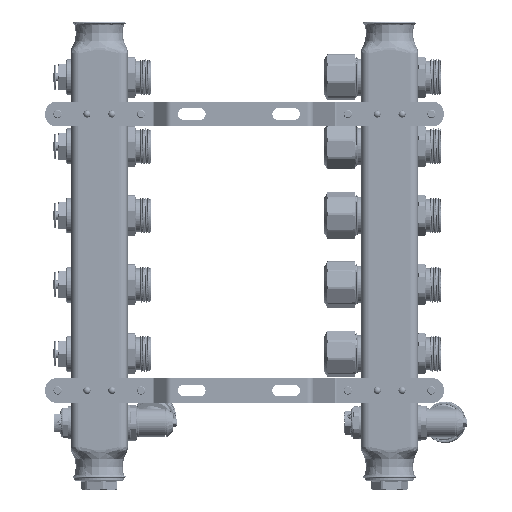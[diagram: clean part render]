
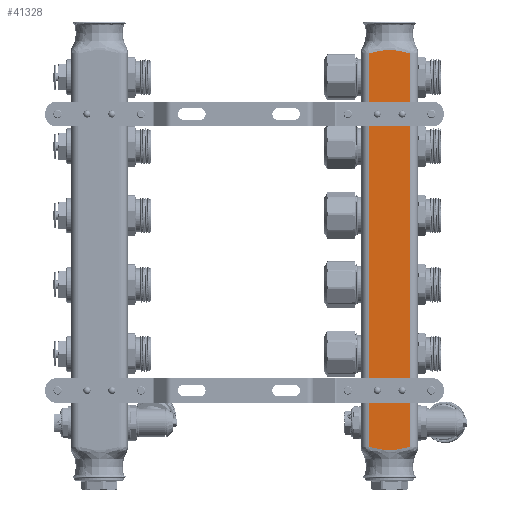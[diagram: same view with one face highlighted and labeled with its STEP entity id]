
A CAD part, front view. The second image highlights one B-rep face of the part: STEP entity #41328.
In plain terms, the highlighted face is planar.
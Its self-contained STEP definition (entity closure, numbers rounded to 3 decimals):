
#168 = B_SPLINE_CURVE_WITH_KNOTS ( 'NONE', 3,
 ( #52715, #59531, #82441, #53605, #46782, #69090, #40534, #54201, #39930, #32488, #82737, #75597, #32782, #3866, #90172, #18421, #89270, #68777, #47676, #40232, #19060, #61918, #47383, #68156, #4479, #83349, #11585, #10976, #89567, #61023 ),
 .UNSPECIFIED., .F., .F.,
 ( 4, 2, 2, 2, 2, 2, 2, 2, 2, 2, 2, 2, 2, 2, 4 ),
 ( 0., 0.002, 0.003, 0.004, 0.007, 0.009, 0.011, 0.015, 0.018, 0.02, 0.022, 0.026, 0.027, 0.028, 0.029 ),
 .UNSPECIFIED. ) ;
#1493 = CARTESIAN_POINT ( 'NONE',  ( 19.5, 2.461, -308.655 ) ) ;
#1530 = EDGE_CURVE ( 'NONE', #69786, #57723, #86053, .T. ) ;
#1695 = CARTESIAN_POINT ( 'NONE',  ( 19.5, 14.5, -306.426 ) ) ;
#1788 = CARTESIAN_POINT ( 'NONE',  ( 19.5, 8.511, -307.742 ) ) ;
#1866 = CARTESIAN_POINT ( 'NONE',  ( 19.5, -14.5, -164. ) ) ;
#3866 = CARTESIAN_POINT ( 'NONE',  ( 19.5, 2.461, -19.345 ) ) ;
#4479 = CARTESIAN_POINT ( 'NONE',  ( 19.5, -11.516, -20.848 ) ) ;
#7012 = VECTOR ( 'NONE', #21102, 1000. ) ;
#7523 = EDGE_LOOP ( 'NONE', ( #66004, #78882, #29725, #22740 ) ) ;
#8618 = CARTESIAN_POINT ( 'NONE',  ( 19.5, 4.893, -308.39 ) ) ;
#9497 = VERTEX_POINT ( 'NONE', #39422 ) ;
#9542 = CARTESIAN_POINT ( 'NONE',  ( 19.5, -1.22, -308.713 ) ) ;
#9728 = B_SPLINE_CURVE_WITH_KNOTS ( 'NONE', 3,
 ( #58978, #51866, #16378, #44091, #66089, #23836, #15759, #87840, #1788, #73859, #80698, #8618, #31352, #1493, #51257, #9542, #58362, #59291, #30421, #16683, #24139, #58666, #38187, #66397, #72623, #73253, #52174, #45331, #59585, #45025 ),
 .UNSPECIFIED., .F., .F.,
 ( 4, 2, 2, 2, 2, 2, 2, 2, 2, 2, 2, 2, 2, 2, 4 ),
 ( 0., 0.002, 0.003, 0.004, 0.007, 0.009, 0.011, 0.015, 0.018, 0.02, 0.022, 0.026, 0.027, 0.028, 0.029 ),
 .UNSPECIFIED. ) ;
#10976 = CARTESIAN_POINT ( 'NONE',  ( 19.5, -13.313, -21.252 ) ) ;
#11585 = CARTESIAN_POINT ( 'NONE',  ( 19.5, -12.419, -21.028 ) ) ;
#14250 = CARTESIAN_POINT ( 'NONE',  ( 19.5, 14.5, -164. ) ) ;
#15042 = CARTESIAN_POINT ( 'NONE',  ( 19.5, -14.5, -306.426 ) ) ;
#15759 = CARTESIAN_POINT ( 'NONE',  ( 19.5, 11.219, -307.207 ) ) ;
#16378 = CARTESIAN_POINT ( 'NONE',  ( 19.5, 13.315, -306.748 ) ) ;
#16683 = CARTESIAN_POINT ( 'NONE',  ( 19.5, -6.093, -308.204 ) ) ;
#17890 = DIRECTION ( 'NONE',  ( 0., -1., 0. ) ) ;
#18178 = VECTOR ( 'NONE', #45093, 1000. ) ;
#18421 = CARTESIAN_POINT ( 'NONE',  ( 19.5, -1.22, -19.287 ) ) ;
#19060 = CARTESIAN_POINT ( 'NONE',  ( 19.5, -6.697, -19.907 ) ) ;
#21102 = DIRECTION ( 'NONE',  ( 0., 0., 1. ) ) ;
#22740 = ORIENTED_EDGE ( 'NONE', *, *, #82314, .F. ) ;
#23836 = CARTESIAN_POINT ( 'NONE',  ( 19.5, 11.521, -307.151 ) ) ;
#24139 = CARTESIAN_POINT ( 'NONE',  ( 19.5, -6.697, -308.093 ) ) ;
#25931 = LINE ( 'NONE', #14250, #7012 ) ;
#29725 = ORIENTED_EDGE ( 'NONE', *, *, #1530, .F. ) ;
#30421 = CARTESIAN_POINT ( 'NONE',  ( 19.5, -4.878, -308.392 ) ) ;
#31352 = CARTESIAN_POINT ( 'NONE',  ( 19.5, 4.287, -308.469 ) ) ;
#31951 = PLANE ( 'NONE',  #58774 ) ;
#32488 = CARTESIAN_POINT ( 'NONE',  ( 19.5, 6.705, -19.908 ) ) ;
#32782 = CARTESIAN_POINT ( 'NONE',  ( 19.5, 4.287, -19.531 ) ) ;
#38187 = CARTESIAN_POINT ( 'NONE',  ( 19.5, -9.706, -307.492 ) ) ;
#39422 = CARTESIAN_POINT ( 'NONE',  ( 19.5, 14.5, -21.574 ) ) ;
#39930 = CARTESIAN_POINT ( 'NONE',  ( 19.5, 8.511, -20.258 ) ) ;
#40232 = CARTESIAN_POINT ( 'NONE',  ( 19.5, -6.093, -19.796 ) ) ;
#40534 = CARTESIAN_POINT ( 'NONE',  ( 19.5, 11.219, -20.793 ) ) ;
#41106 = EDGE_CURVE ( 'NONE', #56468, #9497, #25931, .T. ) ;
#41328 = ADVANCED_FACE ( 'NONE', ( #75802 ), #31951, .F. ) ;
#44091 = CARTESIAN_POINT ( 'NONE',  ( 19.5, 12.423, -306.971 ) ) ;
#45025 = CARTESIAN_POINT ( 'NONE',  ( 19.5, -14.5, -306.426 ) ) ;
#45093 = DIRECTION ( 'NONE',  ( 0., 0., 1. ) ) ;
#45331 = CARTESIAN_POINT ( 'NONE',  ( 19.5, -13.313, -306.748 ) ) ;
#46782 = CARTESIAN_POINT ( 'NONE',  ( 19.5, 12.124, -20.957 ) ) ;
#47383 = CARTESIAN_POINT ( 'NONE',  ( 19.5, -9.706, -20.508 ) ) ;
#47676 = CARTESIAN_POINT ( 'NONE',  ( 19.5, -4.878, -19.608 ) ) ;
#51257 = CARTESIAN_POINT ( 'NONE',  ( 19.5, 1.232, -308.712 ) ) ;
#51866 = CARTESIAN_POINT ( 'NONE',  ( 19.5, 13.908, -306.588 ) ) ;
#52174 = CARTESIAN_POINT ( 'NONE',  ( 19.5, -12.419, -306.972 ) ) ;
#52715 = CARTESIAN_POINT ( 'NONE',  ( 19.5, 14.5, -21.574 ) ) ;
#53605 = CARTESIAN_POINT ( 'NONE',  ( 19.5, 12.423, -21.029 ) ) ;
#54201 = CARTESIAN_POINT ( 'NONE',  ( 19.5, 9.712, -20.509 ) ) ;
#54604 = EDGE_CURVE ( 'NONE', #9497, #57723, #168, .T. ) ;
#56468 = VERTEX_POINT ( 'NONE', #1695 ) ;
#57723 = VERTEX_POINT ( 'NONE', #85985 ) ;
#58362 = CARTESIAN_POINT ( 'NONE',  ( 19.5, -2.442, -308.656 ) ) ;
#58666 = CARTESIAN_POINT ( 'NONE',  ( 19.5, -8.505, -307.744 ) ) ;
#58774 = AXIS2_PLACEMENT_3D ( 'NONE', #73866, #67010, #17890 ) ;
#58978 = CARTESIAN_POINT ( 'NONE',  ( 19.5, 14.5, -306.426 ) ) ;
#59291 = CARTESIAN_POINT ( 'NONE',  ( 19.5, -4.27, -308.471 ) ) ;
#59531 = CARTESIAN_POINT ( 'NONE',  ( 19.5, 13.908, -21.412 ) ) ;
#59585 = CARTESIAN_POINT ( 'NONE',  ( 19.5, -13.907, -306.589 ) ) ;
#61023 = CARTESIAN_POINT ( 'NONE',  ( 19.5, -14.5, -21.574 ) ) ;
#61918 = CARTESIAN_POINT ( 'NONE',  ( 19.5, -8.505, -20.256 ) ) ;
#66004 = ORIENTED_EDGE ( 'NONE', *, *, #41106, .T. ) ;
#66089 = CARTESIAN_POINT ( 'NONE',  ( 19.5, 12.124, -307.043 ) ) ;
#66397 = CARTESIAN_POINT ( 'NONE',  ( 19.5, -11.215, -307.208 ) ) ;
#67010 = DIRECTION ( 'NONE',  ( -1., 0., 0. ) ) ;
#68156 = CARTESIAN_POINT ( 'NONE',  ( 19.5, -11.215, -20.792 ) ) ;
#68777 = CARTESIAN_POINT ( 'NONE',  ( 19.5, -4.27, -19.529 ) ) ;
#69090 = CARTESIAN_POINT ( 'NONE',  ( 19.5, 11.521, -20.849 ) ) ;
#69786 = VERTEX_POINT ( 'NONE', #15042 ) ;
#72623 = CARTESIAN_POINT ( 'NONE',  ( 19.5, -11.516, -307.152 ) ) ;
#73253 = CARTESIAN_POINT ( 'NONE',  ( 19.5, -12.121, -307.043 ) ) ;
#73859 = CARTESIAN_POINT ( 'NONE',  ( 19.5, 6.705, -308.092 ) ) ;
#73866 = CARTESIAN_POINT ( 'NONE',  ( 19.5, 14.5, -164. ) ) ;
#75597 = CARTESIAN_POINT ( 'NONE',  ( 19.5, 4.893, -19.61 ) ) ;
#75802 = FACE_OUTER_BOUND ( 'NONE', #7523, .T. ) ;
#78882 = ORIENTED_EDGE ( 'NONE', *, *, #54604, .T. ) ;
#80698 = CARTESIAN_POINT ( 'NONE',  ( 19.5, 6.103, -308.202 ) ) ;
#82314 = EDGE_CURVE ( 'NONE', #56468, #69786, #9728, .T. ) ;
#82441 = CARTESIAN_POINT ( 'NONE',  ( 19.5, 13.315, -21.252 ) ) ;
#82737 = CARTESIAN_POINT ( 'NONE',  ( 19.5, 6.103, -19.798 ) ) ;
#83349 = CARTESIAN_POINT ( 'NONE',  ( 19.5, -12.121, -20.957 ) ) ;
#85985 = CARTESIAN_POINT ( 'NONE',  ( 19.5, -14.5, -21.574 ) ) ;
#86053 = LINE ( 'NONE', #1866, #18178 ) ;
#87840 = CARTESIAN_POINT ( 'NONE',  ( 19.5, 9.712, -307.491 ) ) ;
#89270 = CARTESIAN_POINT ( 'NONE',  ( 19.5, -2.442, -19.344 ) ) ;
#89567 = CARTESIAN_POINT ( 'NONE',  ( 19.5, -13.907, -21.411 ) ) ;
#90172 = CARTESIAN_POINT ( 'NONE',  ( 19.5, 1.232, -19.288 ) ) ;
